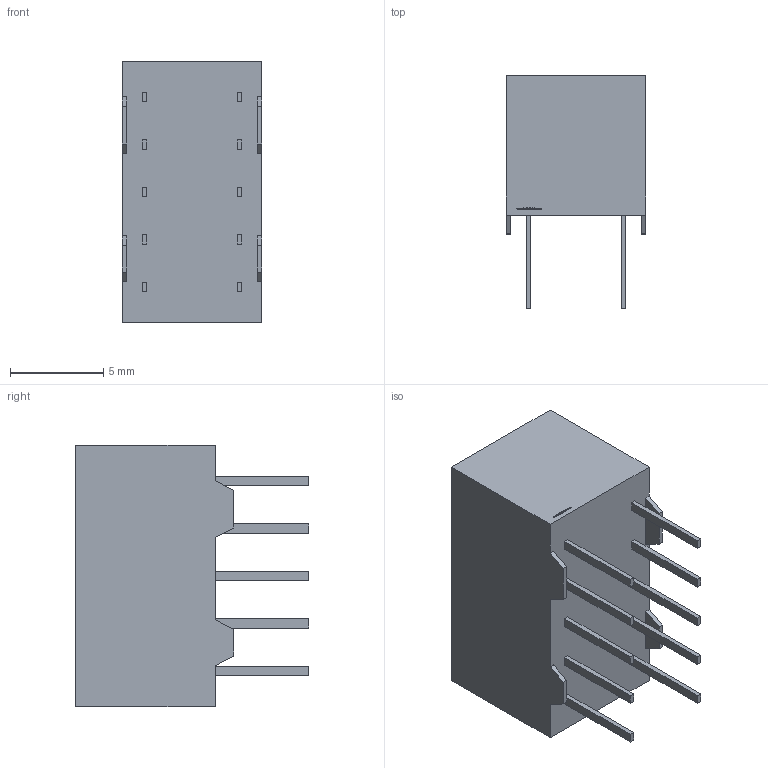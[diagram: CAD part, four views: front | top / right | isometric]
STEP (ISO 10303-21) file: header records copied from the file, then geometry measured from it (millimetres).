
FILE_DESCRIPTION (( 'STEP AP214' ), '1' );
FILE_NAME ('end-el-san Co Ltd-King Bright SA36-11.STEP', '2018-12-26T23:59:03', ( '' ), ( '' ), 'SwSTEP 2.0', 'SolidWorks 2018', '' );
FILE_SCHEMA (( 'AUTOMOTIVE_DESIGN' ));
Length unit declared in the file: millimetre
Products named in the file (1): end-el-san Co Ltd-King Bright SA36-11
Bounding box: 7.5 x 12.5 x 14 mm (x, y, z)
Volume: 792.5 mm3; surface area: 638.2 mm2
Topology: 1 solids, 1 shells, 423 faces, 1125 edges, 750 vertices
Faces by surface type: plane 305, bspline 116, cylinder 2
Entity records: 23126 total; most frequent: CARTESIAN_POINT 8687, ORIENTED_EDGE 2250, DIRECTION 1513, EDGE_CURVE 1125, VECTOR 889, LINE 889, VERTEX_POINT 750, EDGE_LOOP 469
